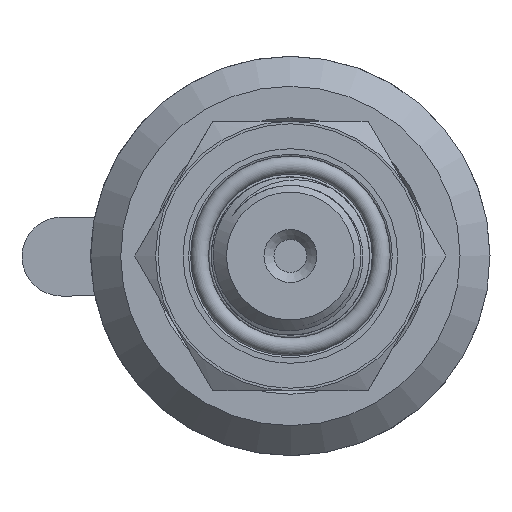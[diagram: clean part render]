
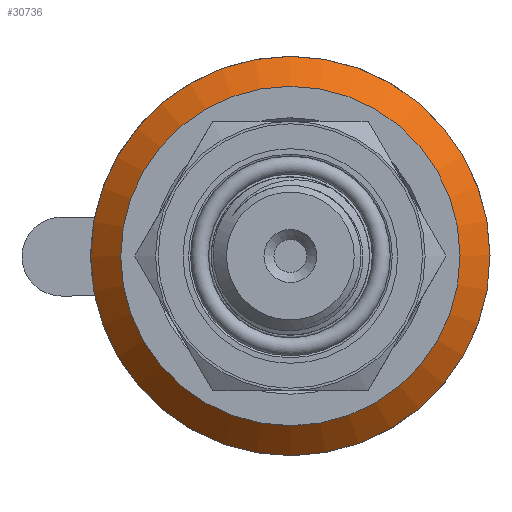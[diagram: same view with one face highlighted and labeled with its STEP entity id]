
A CAD part, left-side view. The second image highlights one B-rep face of the part: STEP entity #30736.
In plain terms, the highlighted conical face has half-angle 45 degrees and reference radius 18.5 mm.
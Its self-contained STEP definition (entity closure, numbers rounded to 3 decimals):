
#260=CONICAL_SURFACE('',#32477,18.5,0.785);
#2360=FACE_OUTER_BOUND('',#4115,.T.);
#4115=EDGE_LOOP('',(#23802,#23803,#23804,#23805));
#5531=CIRCLE('',#32476,20.);
#5532=CIRCLE('',#32478,17.);
#7587=LINE('',#58772,#10560);
#10560=VECTOR('',#35839,18.5);
#13923=VERTEX_POINT('',#58767);
#13924=VERTEX_POINT('',#58771);
#17548=EDGE_CURVE('',#13923,#13923,#5531,.T.);
#17549=EDGE_CURVE('',#13923,#13924,#7587,.T.);
#17550=EDGE_CURVE('',#13924,#13924,#5532,.T.);
#23802=ORIENTED_EDGE('',*,*,#17548,.F.);
#23803=ORIENTED_EDGE('',*,*,#17549,.T.);
#23804=ORIENTED_EDGE('',*,*,#17550,.T.);
#23805=ORIENTED_EDGE('',*,*,#17549,.F.);
#30736=ADVANCED_FACE('',(#2360),#260,.T.);
#32476=AXIS2_PLACEMENT_3D('',#58769,#35835,#35836);
#32477=AXIS2_PLACEMENT_3D('',#58770,#35837,#35838);
#32478=AXIS2_PLACEMENT_3D('',#58773,#35840,#35841);
#35835=DIRECTION('center_axis',(-1.,0.,0.));
#35836=DIRECTION('ref_axis',(0.,0.,
-1.));
#35837=DIRECTION('center_axis',(-1.,0.,0.));
#35838=DIRECTION('ref_axis',(0.,-1.,0.));
#35839=DIRECTION('',(0.707,-0.707,0.));
#35840=DIRECTION('center_axis',(-1.,0.,0.));
#35841=DIRECTION('ref_axis',(0.,0.,
-1.));
#58767=CARTESIAN_POINT('',(21.,20.,0.));
#58769=CARTESIAN_POINT('Origin',(21.,0.,0.));
#58770=CARTESIAN_POINT('Origin',(22.5,0.,0.));
#58771=CARTESIAN_POINT('',(24.,17.,0.));
#58772=CARTESIAN_POINT('',(22.5,18.5,0.));
#58773=CARTESIAN_POINT('Origin',(24.,0.,0.));
